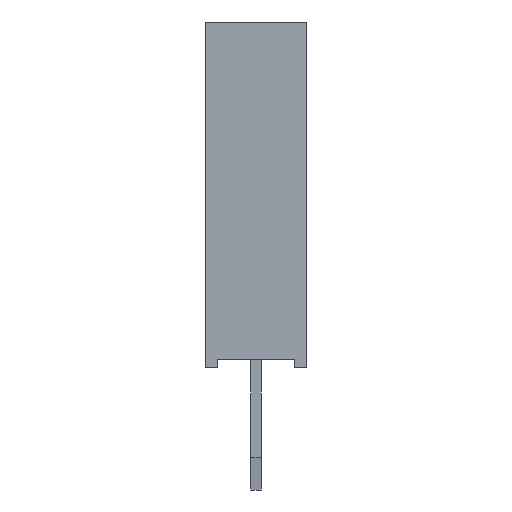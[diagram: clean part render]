
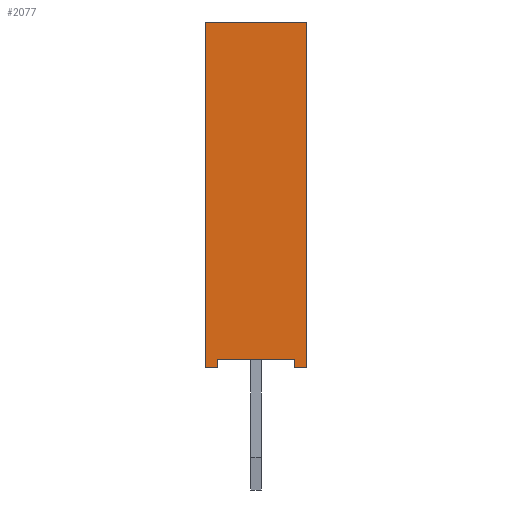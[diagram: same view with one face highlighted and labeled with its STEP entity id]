
A CAD part, left-side view. The second image highlights one B-rep face of the part: STEP entity #2077.
In plain terms, the highlighted planar face has unit normal (-1, 0, 0).
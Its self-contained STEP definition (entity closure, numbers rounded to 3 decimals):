
#155=FACE_OUTER_BOUND('',#265,.T.);
#265=EDGE_LOOP('',(#1412,#1413,#1414,#1415,#1416,#1417,#1418,#1419));
#397=LINE('',#2997,#654);
#398=LINE('',#2999,#655);
#399=LINE('',#3001,#656);
#400=LINE('',#3003,#657);
#401=LINE('',#3005,#658);
#402=LINE('',#3007,#659);
#403=LINE('',#3009,#660);
#404=LINE('',#3010,#661);
#654=VECTOR('',#2401,10.);
#655=VECTOR('',#2402,10.);
#656=VECTOR('',#2403,10.);
#657=VECTOR('',#2404,10.);
#658=VECTOR('',#2405,10.);
#659=VECTOR('',#2406,10.);
#660=VECTOR('',#2407,10.);
#661=VECTOR('',#2408,10.);
#906=VERTEX_POINT('',#2995);
#907=VERTEX_POINT('',#2996);
#908=VERTEX_POINT('',#2998);
#909=VERTEX_POINT('',#3000);
#910=VERTEX_POINT('',#3002);
#911=VERTEX_POINT('',#3004);
#912=VERTEX_POINT('',#3006);
#913=VERTEX_POINT('',#3008);
#1103=EDGE_CURVE('',#906,#907,#397,.T.);
#1104=EDGE_CURVE('',#908,#906,#398,.T.);
#1105=EDGE_CURVE('',#909,#908,#399,.T.);
#1106=EDGE_CURVE('',#910,#909,#400,.T.);
#1107=EDGE_CURVE('',#911,#910,#401,.T.);
#1108=EDGE_CURVE('',#912,#911,#402,.T.);
#1109=EDGE_CURVE('',#913,#912,#403,.T.);
#1110=EDGE_CURVE('',#907,#913,#404,.T.);
#1412=ORIENTED_EDGE('',*,*,#1103,.F.);
#1413=ORIENTED_EDGE('',*,*,#1104,.F.);
#1414=ORIENTED_EDGE('',*,*,#1105,.F.);
#1415=ORIENTED_EDGE('',*,*,#1106,.F.);
#1416=ORIENTED_EDGE('',*,*,#1107,.F.);
#1417=ORIENTED_EDGE('',*,*,#1108,.F.);
#1418=ORIENTED_EDGE('',*,*,#1109,.F.);
#1419=ORIENTED_EDGE('',*,*,#1110,.F.);
#1989=PLANE('',#2202);
#2077=ADVANCED_FACE('',(#155),#1989,.F.);
#2202=AXIS2_PLACEMENT_3D('',#2994,#2399,#2400);
#2399=DIRECTION('center_axis',(1.,0.,0.));
#2400=DIRECTION('ref_axis',(0.,0.,-1.));
#2401=DIRECTION('',(0.,0.,-1.));
#2402=DIRECTION('',(0.,-1.,0.));
#2403=DIRECTION('',(0.,0.,-1.));
#2404=DIRECTION('',(0.,1.,0.));
#2405=DIRECTION('',(0.,0.,-1.));
#2406=DIRECTION('',(0.,-1.,0.));
#2407=DIRECTION('',(0.,0.,1.));
#2408=DIRECTION('',(0.,1.,0.));
#2994=CARTESIAN_POINT('Origin',(-1.47,-5.901,-0.016));
#2995=CARTESIAN_POINT('',(-1.47,-8.5,-0.95));
#2996=CARTESIAN_POINT('',(-1.47,-8.5,-1.25));
#2997=CARTESIAN_POINT('',(-1.47,-8.5,-0.008));
#2998=CARTESIAN_POINT('',(-1.47,-8.3,-0.95));
#2999=CARTESIAN_POINT('',(-1.47,-7.2,-0.95));
#3000=CARTESIAN_POINT('',(-1.47,-8.3,0.95));
#3001=CARTESIAN_POINT('',(-1.47,-8.3,-0.483));
#3002=CARTESIAN_POINT('',(-1.47,-8.5,0.95));
#3003=CARTESIAN_POINT('',(-1.47,-7.1,0.95));
#3004=CARTESIAN_POINT('',(-1.47,-8.5,1.25));
#3005=CARTESIAN_POINT('',(-1.47,-8.5,-0.008));
#3006=CARTESIAN_POINT('',(-1.47,0.,1.25));
#3007=CARTESIAN_POINT('',(-1.47,-2.95,1.25));
#3008=CARTESIAN_POINT('',(-1.47,0.,-1.25));
#3009=CARTESIAN_POINT('',(-1.47,0.,-0.008));
#3010=CARTESIAN_POINT('',(-1.47,-2.95,-1.25));
